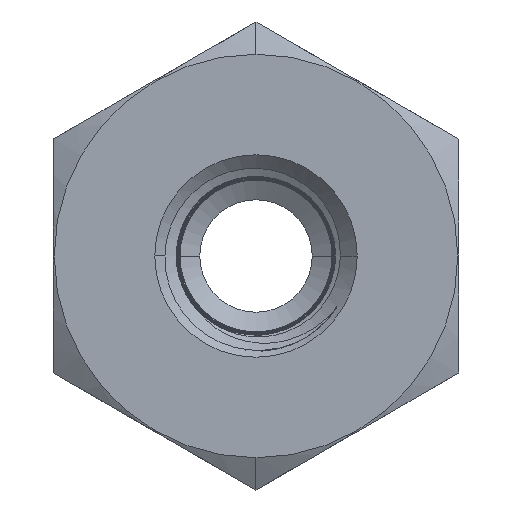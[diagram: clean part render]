
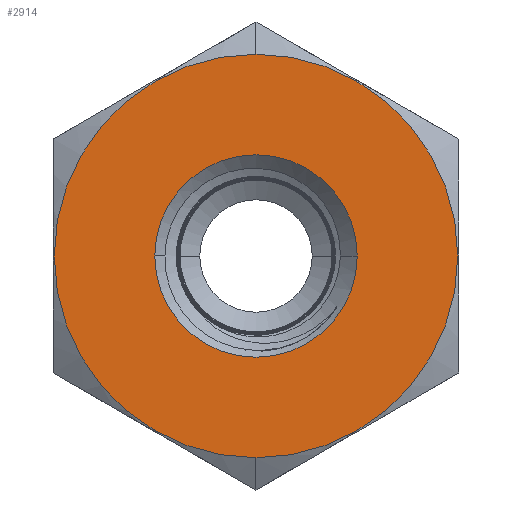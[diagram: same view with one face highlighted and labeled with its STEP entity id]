
A CAD part, front view. The second image highlights one B-rep face of the part: STEP entity #2914.
In plain terms, the highlighted planar face has unit normal (0, -1, 0).
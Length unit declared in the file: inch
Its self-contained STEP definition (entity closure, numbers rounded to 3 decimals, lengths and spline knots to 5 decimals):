
#11 = CARTESIAN_POINT ( 'NONE',  ( 0., 0., 0. ) ) ;
#624 = FACE_OUTER_BOUND ( 'NONE', #4140, .T. ) ;
#715 = CARTESIAN_POINT ( 'NONE',  ( -0.281, 0., 0. ) ) ;
#1097 = VERTEX_POINT ( 'NONE', #3810 ) ;
#1301 = CARTESIAN_POINT ( 'NONE',  ( 0., 0., 0. ) ) ;
#1353 = EDGE_CURVE ( 'NONE', #1097, #12504, #4002, .T. ) ;
#1723 = ORIENTED_EDGE ( 'NONE', *, *, #14090, .T. ) ;
#2609 = DIRECTION ( 'NONE',  ( 1., 0., 0. ) ) ;
#2914 = ADVANCED_FACE ( 'NONE', ( #15861, #624 ), #6199, .F. ) ;
#3810 = CARTESIAN_POINT ( 'NONE',  ( 0., 0., -0.56 ) ) ;
#3927 = DIRECTION ( 'NONE',  ( 0., 0., -1. ) ) ;
#3969 = AXIS2_PLACEMENT_3D ( 'NONE', #14726, #5268, #2609 ) ;
#4002 = CIRCLE ( 'NONE', #5286, 0.56 ) ;
#4062 = CARTESIAN_POINT ( 'NONE',  ( 0., 0., 0. ) ) ;
#4140 = EDGE_LOOP ( 'NONE', ( #1723, #9260 ) ) ;
#4816 = EDGE_CURVE ( 'NONE', #7486, #13384, #6441, .T. ) ;
#4820 = DIRECTION ( 'NONE',  ( 0., 1., 0. ) ) ;
#5140 = EDGE_CURVE ( 'NONE', #13384, #7486, #15626, .T. ) ;
#5268 = DIRECTION ( 'NONE',  ( 0., -1., 0. ) ) ;
#5286 = AXIS2_PLACEMENT_3D ( 'NONE', #1301, #11914, #3927 ) ;
#5401 = AXIS2_PLACEMENT_3D ( 'NONE', #11280, #4820, #12754 ) ;
#5830 = CARTESIAN_POINT ( 'NONE',  ( 0., 0., 0.56 ) ) ;
#6199 = PLANE ( 'NONE',  #5401 ) ;
#6441 = CIRCLE ( 'NONE', #14378, 0.281 ) ;
#6779 = EDGE_LOOP ( 'NONE', ( #14339, #14489 ) ) ;
#7486 = VERTEX_POINT ( 'NONE', #715 ) ;
#7529 = CARTESIAN_POINT ( 'NONE',  ( 0.281, 0., 0. ) ) ;
#9260 = ORIENTED_EDGE ( 'NONE', *, *, #1353, .T. ) ;
#9365 = DIRECTION ( 'NONE',  ( 1., 0., 0. ) ) ;
#9646 = CIRCLE ( 'NONE', #13720, 0.56 ) ;
#11280 = CARTESIAN_POINT ( 'NONE',  ( 0., 0., 0. ) ) ;
#11914 = DIRECTION ( 'NONE',  ( 0., -1., 0. ) ) ;
#12504 = VERTEX_POINT ( 'NONE', #5830 ) ;
#12754 = DIRECTION ( 'NONE',  ( 0., 0., 1. ) ) ;
#13348 = DIRECTION ( 'NONE',  ( 0., -1., 0. ) ) ;
#13384 = VERTEX_POINT ( 'NONE', #7529 ) ;
#13715 = DIRECTION ( 'NONE',  ( 0., 0., -1. ) ) ;
#13720 = AXIS2_PLACEMENT_3D ( 'NONE', #11, #14713, #13715 ) ;
#14090 = EDGE_CURVE ( 'NONE', #12504, #1097, #9646, .T. ) ;
#14339 = ORIENTED_EDGE ( 'NONE', *, *, #5140, .F. ) ;
#14378 = AXIS2_PLACEMENT_3D ( 'NONE', #4062, #13348, #9365 ) ;
#14489 = ORIENTED_EDGE ( 'NONE', *, *, #4816, .F. ) ;
#14713 = DIRECTION ( 'NONE',  ( 0., -1., 0. ) ) ;
#14726 = CARTESIAN_POINT ( 'NONE',  ( 0., 0., 0. ) ) ;
#15626 = CIRCLE ( 'NONE', #3969, 0.281 ) ;
#15861 = FACE_BOUND ( 'NONE', #6779, .T. ) ;
